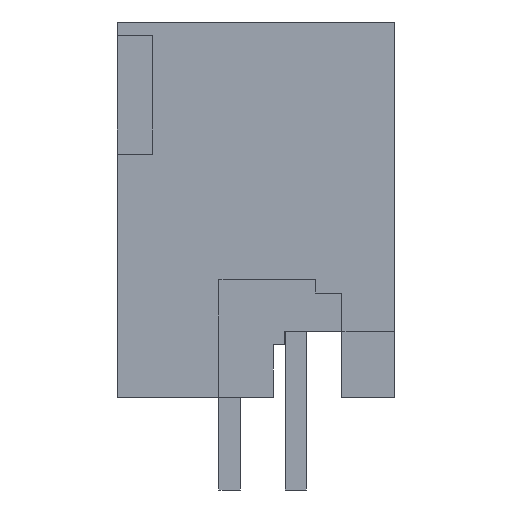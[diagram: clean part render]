
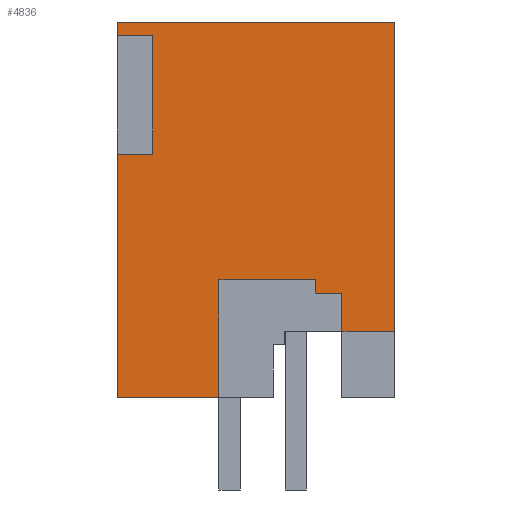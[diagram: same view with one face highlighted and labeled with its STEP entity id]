
A CAD part, left-side view. The second image highlights one B-rep face of the part: STEP entity #4836.
In plain terms, the highlighted planar face has unit normal (-1, 0, 0).
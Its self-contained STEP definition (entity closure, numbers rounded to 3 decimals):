
#4773=AXIS2_PLACEMENT_3D('Plane Axis2P3D',#4770,#4771,#4772) ;
#382=CARTESIAN_POINT('Vertex',(0.,0.,6.)) ;
#385=CARTESIAN_POINT('Line Origine',(0.,1.,6.)) ;
#389=CARTESIAN_POINT('Vertex',(0.,2.,6.)) ;
#423=CARTESIAN_POINT('Line Origine',(0.,2.,6.725)) ;
#427=CARTESIAN_POINT('Vertex',(0.,2.,7.45)) ;
#465=CARTESIAN_POINT('Line Origine',(0.,2.5,7.45)) ;
#469=CARTESIAN_POINT('Vertex',(0.,3.,7.45)) ;
#491=CARTESIAN_POINT('Line Origine',(0.,3.,7.7)) ;
#495=CARTESIAN_POINT('Vertex',(0.,3.,7.95)) ;
#531=CARTESIAN_POINT('Line Origine',(0.,4.825,7.95)) ;
#535=CARTESIAN_POINT('Vertex',(0.,6.65,7.95)) ;
#745=CARTESIAN_POINT('Vertex',(0.,6.65,3.5)) ;
#748=CARTESIAN_POINT('Line Origine',(0.,8.575,3.5)) ;
#752=CARTESIAN_POINT('Vertex',(0.,10.5,3.5)) ;
#3459=CARTESIAN_POINT('Vertex',(0.,0.,17.7)) ;
#3462=CARTESIAN_POINT('Line Origine',(0.,0.,11.85)) ;
#4770=CARTESIAN_POINT('Axis2P3D Location',(0.,10.5,0.)) ;
#4775=CARTESIAN_POINT('Line Origine',(0.,10.5,8.1)) ;
#4779=CARTESIAN_POINT('Vertex',(0.,10.5,12.7)) ;
#4782=CARTESIAN_POINT('Line Origine',(0.,6.65,5.725)) ;
#4787=CARTESIAN_POINT('Line Origine',(0.,5.25,17.7)) ;
#4791=CARTESIAN_POINT('Vertex',(0.,10.5,17.7)) ;
#4794=CARTESIAN_POINT('Line Origine',(0.,10.5,17.45)) ;
#4798=CARTESIAN_POINT('Vertex',(0.,10.5,17.2)) ;
#4801=CARTESIAN_POINT('Line Origine',(0.,9.825,17.2)) ;
#4805=CARTESIAN_POINT('Vertex',(0.,9.15,17.2)) ;
#4808=CARTESIAN_POINT('Line Origine',(0.,9.15,14.95)) ;
#4812=CARTESIAN_POINT('Vertex',(0.,9.15,12.7)) ;
#4815=CARTESIAN_POINT('Line Origine',(0.,9.825,12.7)) ;
#386=DIRECTION('Vector Direction',(0.,1.,0.)) ;
#424=DIRECTION('Vector Direction',(0.,0.,-1.)) ;
#466=DIRECTION('Vector Direction',(0.,1.,0.)) ;
#492=DIRECTION('Vector Direction',(0.,0.,1.)) ;
#532=DIRECTION('Vector Direction',(0.,1.,0.)) ;
#749=DIRECTION('Vector Direction',(0.,1.,0.)) ;
#3463=DIRECTION('Vector Direction',(0.,0.,1.)) ;
#4771=DIRECTION('Axis2P3D Direction',(-1.,0.,0.)) ;
#4772=DIRECTION('Axis2P3D XDirection',(0.,0.,1.)) ;
#4776=DIRECTION('Vector Direction',(0.,0.,1.)) ;
#4783=DIRECTION('Vector Direction',(0.,0.,1.)) ;
#4788=DIRECTION('Vector Direction',(0.,1.,0.)) ;
#4795=DIRECTION('Vector Direction',(0.,0.,1.)) ;
#4802=DIRECTION('Vector Direction',(0.,-1.,0.)) ;
#4809=DIRECTION('Vector Direction',(0.,0.,-1.)) ;
#4816=DIRECTION('Vector Direction',(0.,-1.,0.)) ;
#387=VECTOR('Line Direction',#386,1.) ;
#425=VECTOR('Line Direction',#424,1.) ;
#467=VECTOR('Line Direction',#466,1.) ;
#493=VECTOR('Line Direction',#492,1.) ;
#533=VECTOR('Line Direction',#532,1.) ;
#750=VECTOR('Line Direction',#749,1.) ;
#3464=VECTOR('Line Direction',#3463,1.) ;
#4777=VECTOR('Line Direction',#4776,1.) ;
#4784=VECTOR('Line Direction',#4783,1.) ;
#4789=VECTOR('Line Direction',#4788,1.) ;
#4796=VECTOR('Line Direction',#4795,1.) ;
#4803=VECTOR('Line Direction',#4802,1.) ;
#4810=VECTOR('Line Direction',#4809,1.) ;
#4817=VECTOR('Line Direction',#4816,1.) ;
#4821=ORIENTED_EDGE('',*,*,#4781,.T.) ;
#4822=ORIENTED_EDGE('',*,*,#754,.T.) ;
#4823=ORIENTED_EDGE('',*,*,#4786,.T.) ;
#4824=ORIENTED_EDGE('',*,*,#537,.T.) ;
#4825=ORIENTED_EDGE('',*,*,#497,.T.) ;
#4826=ORIENTED_EDGE('',*,*,#471,.T.) ;
#4827=ORIENTED_EDGE('',*,*,#429,.T.) ;
#4828=ORIENTED_EDGE('',*,*,#391,.T.) ;
#4829=ORIENTED_EDGE('',*,*,#3466,.T.) ;
#4830=ORIENTED_EDGE('',*,*,#4793,.T.) ;
#4831=ORIENTED_EDGE('',*,*,#4800,.T.) ;
#4832=ORIENTED_EDGE('',*,*,#4807,.F.) ;
#4833=ORIENTED_EDGE('',*,*,#4814,.F.) ;
#4834=ORIENTED_EDGE('',*,*,#4819,.F.) ;
#4836=ADVANCED_FACE('HOUSING',(#4835),#4774,.T.) ;
#391=EDGE_CURVE('',#390,#383,#388,.F.) ;
#429=EDGE_CURVE('',#428,#390,#426,.T.) ;
#471=EDGE_CURVE('',#470,#428,#468,.F.) ;
#497=EDGE_CURVE('',#496,#470,#494,.F.) ;
#537=EDGE_CURVE('',#536,#496,#534,.F.) ;
#754=EDGE_CURVE('',#753,#746,#751,.F.) ;
#3466=EDGE_CURVE('',#383,#3460,#3465,.T.) ;
#4781=EDGE_CURVE('',#4780,#753,#4778,.F.) ;
#4786=EDGE_CURVE('',#746,#536,#4785,.T.) ;
#4793=EDGE_CURVE('',#3460,#4792,#4790,.T.) ;
#4800=EDGE_CURVE('',#4792,#4799,#4797,.F.) ;
#4807=EDGE_CURVE('',#4806,#4799,#4804,.F.) ;
#4814=EDGE_CURVE('',#4813,#4806,#4811,.F.) ;
#4819=EDGE_CURVE('',#4780,#4813,#4818,.T.) ;
#4820=EDGE_LOOP('',(#4821,#4822,#4823,#4824,#4825,#4826,#4827,#4828,#4829,#4830,#4831,#4832,#4833,#4834)) ;
#4835=FACE_OUTER_BOUND('',#4820,.T.) ;
#388=LINE('Line',#385,#387) ;
#426=LINE('Line',#423,#425) ;
#468=LINE('Line',#465,#467) ;
#494=LINE('Line',#491,#493) ;
#534=LINE('Line',#531,#533) ;
#751=LINE('Line',#748,#750) ;
#3465=LINE('Line',#3462,#3464) ;
#4778=LINE('Line',#4775,#4777) ;
#4785=LINE('Line',#4782,#4784) ;
#4790=LINE('Line',#4787,#4789) ;
#4797=LINE('Line',#4794,#4796) ;
#4804=LINE('Line',#4801,#4803) ;
#4811=LINE('Line',#4808,#4810) ;
#4818=LINE('Line',#4815,#4817) ;
#4774=PLANE('',#4773) ;
#383=VERTEX_POINT('',#382) ;
#390=VERTEX_POINT('',#389) ;
#428=VERTEX_POINT('',#427) ;
#470=VERTEX_POINT('',#469) ;
#496=VERTEX_POINT('',#495) ;
#536=VERTEX_POINT('',#535) ;
#746=VERTEX_POINT('',#745) ;
#753=VERTEX_POINT('',#752) ;
#3460=VERTEX_POINT('',#3459) ;
#4780=VERTEX_POINT('',#4779) ;
#4792=VERTEX_POINT('',#4791) ;
#4799=VERTEX_POINT('',#4798) ;
#4806=VERTEX_POINT('',#4805) ;
#4813=VERTEX_POINT('',#4812) ;
